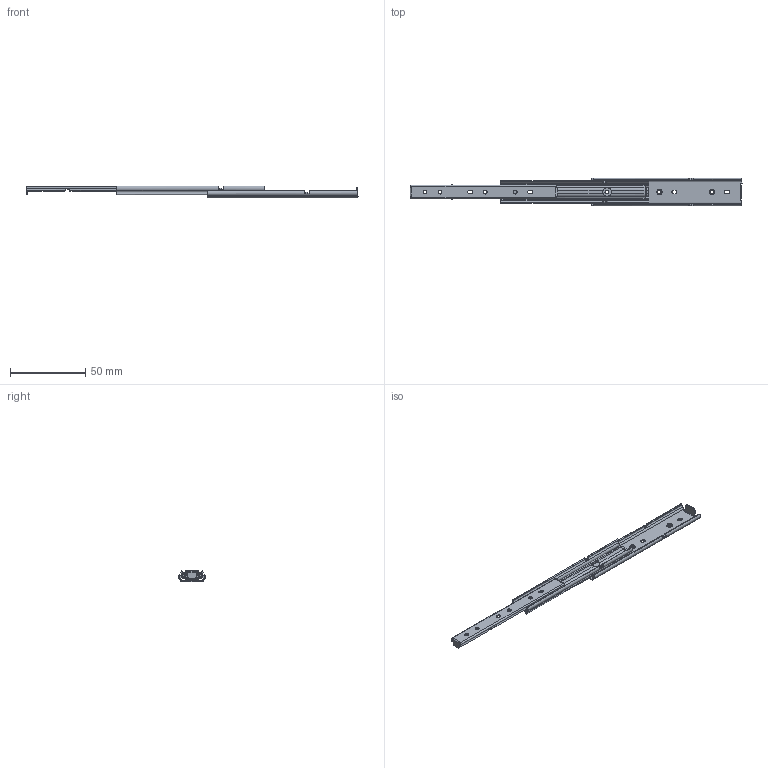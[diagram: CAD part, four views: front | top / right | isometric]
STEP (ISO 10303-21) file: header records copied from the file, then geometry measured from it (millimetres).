
FILE_DESCRIPTION (( 'STEP AP203' ), '1' );
FILE_NAME ('UC180-100.STEP', '2021-03-16T04:42:20', ( '' ), ( '' ), 'SwSTEP 2.0', 'SolidWorks 2019', '' );
FILE_SCHEMA (( 'CONFIG_CONTROL_DESIGN' ));
Length unit declared in the file: millimetre
Products named in the file (4): UC180-100 OM; UC180-100 IM; UC180-100; UC180-100 CM
Assembly tree (3 placements, depth 2):
  UC180-100
    UC180-100 OM
    UC180-100 CM
    UC180-100 IM
Bounding box: 221.1 x 18.3 x 7.67 mm (x, y, z)
Volume: 4821.1 mm3; surface area: 12880.8 mm2
Topology: 5 solids, 5 shells, 488 faces, 1408 edges, 932 vertices
Faces by surface type: cylinder 236, plane 198, torus 36, bspline 18
Entity records: 22396 total; most frequent: CARTESIAN_POINT 9432, ORIENTED_EDGE 2816, DIRECTION 2514, EDGE_CURVE 1408, VERTEX_POINT 932, AXIS2_PLACEMENT_3D 922, LINE 670, VECTOR 670
